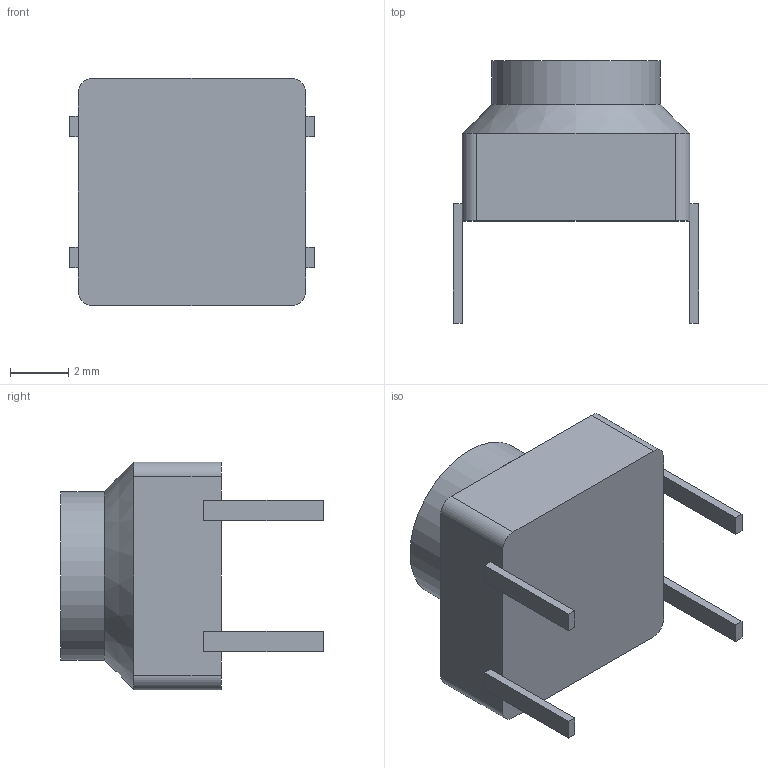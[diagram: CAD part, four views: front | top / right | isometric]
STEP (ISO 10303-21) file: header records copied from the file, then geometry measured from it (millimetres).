
FILE_DESCRIPTION( ( 'Unknown' ), '1' );
FILE_NAME( 'G77.stp', 'Unknown', ( 'Unknown' ), ( 'Unknown' ), 'PSStep 16.0.42', 'Unknown', ' ' );
FILE_SCHEMA( ( 'AUTOMOTIVE_DESIGN { 1 0 10303 214 1 1 1 1 }' ) );
Length unit declared in the file: millimetre
Products named in the file (1): 1
Bounding box: 8.4 x 9 x 7.8 mm (x, y, z)
Volume: 261.3 mm3; surface area: 279.5 mm2
Topology: 1 solids, 1 shells, 41 faces, 102 edges, 64 vertices
Faces by surface type: plane 35, cylinder 5, cone 1
Full cylindrical faces by diameter (mm): 5.784 x1
Entity records: 1520 total; most frequent: CARTESIAN_POINT 204, DIRECTION 198, ORIENTED_EDGE 198, EDGE_CURVE 99, LINE 84, VECTOR 84, VERTEX_POINT 63, AXIS2_PLACEMENT_3D 57
